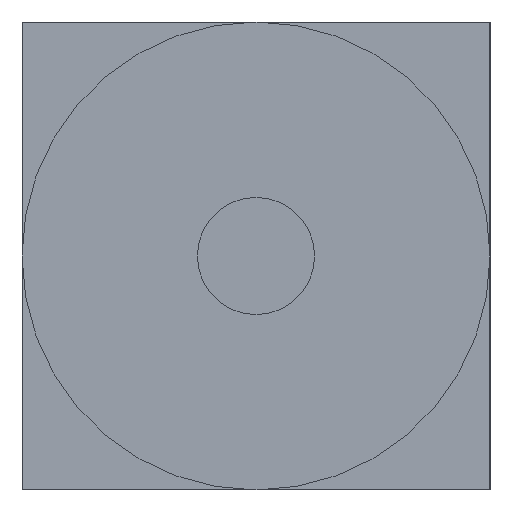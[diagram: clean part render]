
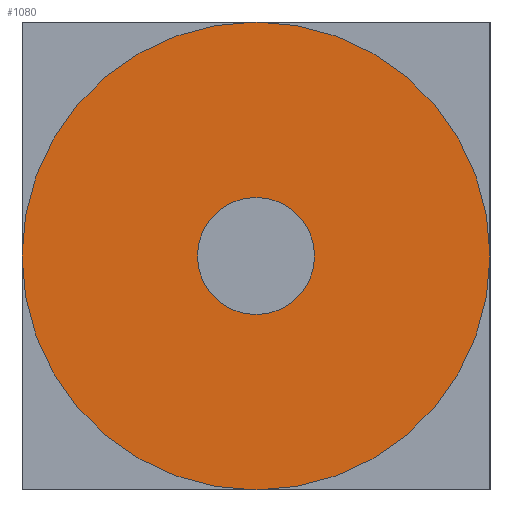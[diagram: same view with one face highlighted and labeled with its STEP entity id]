
A CAD part, left-side view. The second image highlights one B-rep face of the part: STEP entity #1080.
In plain terms, the highlighted planar face has unit normal (-1, 0, 0).
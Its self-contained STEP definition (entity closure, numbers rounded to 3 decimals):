
#763 = CYLINDRICAL_SURFACE('',#764,0.8);
#764 = AXIS2_PLACEMENT_3D('',#765,#766,#767);
#765 = CARTESIAN_POINT('',(-3.4,0.,0.8));
#766 = DIRECTION('',(-1.,-0.,0.));
#767 = DIRECTION('',(0.,0.,-1.));
#790 = CYLINDRICAL_SURFACE('',#791,0.8);
#791 = AXIS2_PLACEMENT_3D('',#792,#793,#794);
#792 = CARTESIAN_POINT('',(-3.4,0.,0.8));
#793 = DIRECTION('',(-1.,-0.,0.));
#794 = DIRECTION('',(0.,0.,-1.));
#915 = VERTEX_POINT('',#916);
#916 = CARTESIAN_POINT('',(-3.4,0.,0.));
#939 = VERTEX_POINT('',#940);
#940 = CARTESIAN_POINT('',(-3.4,0.,1.6));
#961 = EDGE_CURVE('',#915,#939,#962,.T.);
#962 = SURFACE_CURVE('',#963,(#968,#975),.PCURVE_S1.);
#963 = CIRCLE('',#964,0.8);
#964 = AXIS2_PLACEMENT_3D('',#965,#966,#967);
#965 = CARTESIAN_POINT('',(-3.4,0.,0.8));
#966 = DIRECTION('',(1.,-0.,0.));
#967 = DIRECTION('',(0.,0.,-1.));
#968 = PCURVE('',#763,#969);
#969 = DEFINITIONAL_REPRESENTATION('',(#970),#974);
#970 = LINE('',#971,#972);
#971 = CARTESIAN_POINT('',(-0.,0.));
#972 = VECTOR('',#973,1.);
#973 = DIRECTION('',(-1.,0.));
#974 = ( GEOMETRIC_REPRESENTATION_CONTEXT(2) 
PARAMETRIC_REPRESENTATION_CONTEXT() REPRESENTATION_CONTEXT('2D SPACE',''
  ) );
#975 = PCURVE('',#976,#981);
#976 = PLANE('',#977);
#977 = AXIS2_PLACEMENT_3D('',#978,#979,#980);
#978 = CARTESIAN_POINT('',(-3.4,0.,0.8));
#979 = DIRECTION('',(1.,0.,0.));
#980 = DIRECTION('',(0.,0.,-1.));
#981 = DEFINITIONAL_REPRESENTATION('',(#982),#986);
#982 = CIRCLE('',#983,0.8);
#983 = AXIS2_PLACEMENT_2D('',#984,#985);
#984 = CARTESIAN_POINT('',(0.,0.));
#985 = DIRECTION('',(1.,0.));
#986 = ( GEOMETRIC_REPRESENTATION_CONTEXT(2) 
PARAMETRIC_REPRESENTATION_CONTEXT() REPRESENTATION_CONTEXT('2D SPACE',''
  ) );
#994 = EDGE_CURVE('',#939,#915,#995,.T.);
#995 = SURFACE_CURVE('',#996,(#1001,#1008),.PCURVE_S1.);
#996 = CIRCLE('',#997,0.8);
#997 = AXIS2_PLACEMENT_3D('',#998,#999,#1000);
#998 = CARTESIAN_POINT('',(-3.4,0.,0.8));
#999 = DIRECTION('',(1.,-0.,0.));
#1000 = DIRECTION('',(0.,0.,-1.));
#1001 = PCURVE('',#790,#1002);
#1002 = DEFINITIONAL_REPRESENTATION('',(#1003),#1007);
#1003 = LINE('',#1004,#1005);
#1004 = CARTESIAN_POINT('',(-0.,0.));
#1005 = VECTOR('',#1006,1.);
#1006 = DIRECTION('',(-1.,0.));
#1007 = ( GEOMETRIC_REPRESENTATION_CONTEXT(2) 
PARAMETRIC_REPRESENTATION_CONTEXT() REPRESENTATION_CONTEXT('2D SPACE',''
  ) );
#1008 = PCURVE('',#976,#1009);
#1009 = DEFINITIONAL_REPRESENTATION('',(#1010),#1014);
#1010 = CIRCLE('',#1011,0.8);
#1011 = AXIS2_PLACEMENT_2D('',#1012,#1013);
#1012 = CARTESIAN_POINT('',(0.,0.));
#1013 = DIRECTION('',(1.,0.));
#1014 = ( GEOMETRIC_REPRESENTATION_CONTEXT(2) 
PARAMETRIC_REPRESENTATION_CONTEXT() REPRESENTATION_CONTEXT('2D SPACE',''
  ) );
#1080 = ADVANCED_FACE('',(#1081,#1085),#976,.F.);
#1081 = FACE_BOUND('',#1082,.F.);
#1082 = EDGE_LOOP('',(#1083,#1084));
#1083 = ORIENTED_EDGE('',*,*,#961,.T.);
#1084 = ORIENTED_EDGE('',*,*,#994,.T.);
#1085 = FACE_BOUND('',#1086,.F.);
#1086 = EDGE_LOOP('',(#1087,#1118));
#1087 = ORIENTED_EDGE('',*,*,#1088,.F.);
#1088 = EDGE_CURVE('',#1089,#1091,#1093,.T.);
#1089 = VERTEX_POINT('',#1090);
#1090 = CARTESIAN_POINT('',(-3.4,0.,1.));
#1091 = VERTEX_POINT('',#1092);
#1092 = CARTESIAN_POINT('',(-3.4,0.,0.6));
#1093 = SURFACE_CURVE('',#1094,(#1099,#1106),.PCURVE_S1.);
#1094 = CIRCLE('',#1095,0.2);
#1095 = AXIS2_PLACEMENT_3D('',#1096,#1097,#1098);
#1096 = CARTESIAN_POINT('',(-3.4,0.,0.8));
#1097 = DIRECTION('',(1.,-0.,0.));
#1098 = DIRECTION('',(0.,0.,-1.));
#1099 = PCURVE('',#976,#1100);
#1100 = DEFINITIONAL_REPRESENTATION('',(#1101),#1105);
#1101 = CIRCLE('',#1102,0.2);
#1102 = AXIS2_PLACEMENT_2D('',#1103,#1104);
#1103 = CARTESIAN_POINT('',(0.,0.));
#1104 = DIRECTION('',(1.,0.));
#1105 = ( GEOMETRIC_REPRESENTATION_CONTEXT(2) 
PARAMETRIC_REPRESENTATION_CONTEXT() REPRESENTATION_CONTEXT('2D SPACE',''
  ) );
#1106 = PCURVE('',#1107,#1112);
#1107 = CYLINDRICAL_SURFACE('',#1108,0.2);
#1108 = AXIS2_PLACEMENT_3D('',#1109,#1110,#1111);
#1109 = CARTESIAN_POINT('',(-3.4,0.,0.8));
#1110 = DIRECTION('',(-1.,-0.,0.));
#1111 = DIRECTION('',(0.,0.,-1.));
#1112 = DEFINITIONAL_REPRESENTATION('',(#1113),#1117);
#1113 = LINE('',#1114,#1115);
#1114 = CARTESIAN_POINT('',(-0.,0.));
#1115 = VECTOR('',#1116,1.);
#1116 = DIRECTION('',(-1.,0.));
#1117 = ( GEOMETRIC_REPRESENTATION_CONTEXT(2) 
PARAMETRIC_REPRESENTATION_CONTEXT() REPRESENTATION_CONTEXT('2D SPACE',''
  ) );
#1118 = ORIENTED_EDGE('',*,*,#1119,.F.);
#1119 = EDGE_CURVE('',#1091,#1089,#1120,.T.);
#1120 = SURFACE_CURVE('',#1121,(#1126,#1133),.PCURVE_S1.);
#1121 = CIRCLE('',#1122,0.2);
#1122 = AXIS2_PLACEMENT_3D('',#1123,#1124,#1125);
#1123 = CARTESIAN_POINT('',(-3.4,0.,0.8));
#1124 = DIRECTION('',(1.,-0.,0.));
#1125 = DIRECTION('',(0.,0.,-1.));
#1126 = PCURVE('',#976,#1127);
#1127 = DEFINITIONAL_REPRESENTATION('',(#1128),#1132);
#1128 = CIRCLE('',#1129,0.2);
#1129 = AXIS2_PLACEMENT_2D('',#1130,#1131);
#1130 = CARTESIAN_POINT('',(0.,0.));
#1131 = DIRECTION('',(1.,0.));
#1132 = ( GEOMETRIC_REPRESENTATION_CONTEXT(2) 
PARAMETRIC_REPRESENTATION_CONTEXT() REPRESENTATION_CONTEXT('2D SPACE',''
  ) );
#1133 = PCURVE('',#1134,#1139);
#1134 = CYLINDRICAL_SURFACE('',#1135,0.2);
#1135 = AXIS2_PLACEMENT_3D('',#1136,#1137,#1138);
#1136 = CARTESIAN_POINT('',(-3.4,0.,0.8));
#1137 = DIRECTION('',(-1.,-0.,0.));
#1138 = DIRECTION('',(0.,0.,-1.));
#1139 = DEFINITIONAL_REPRESENTATION('',(#1140),#1144);
#1140 = LINE('',#1141,#1142);
#1141 = CARTESIAN_POINT('',(-0.,0.));
#1142 = VECTOR('',#1143,1.);
#1143 = DIRECTION('',(-1.,0.));
#1144 = ( GEOMETRIC_REPRESENTATION_CONTEXT(2) 
PARAMETRIC_REPRESENTATION_CONTEXT() REPRESENTATION_CONTEXT('2D SPACE',''
  ) );
